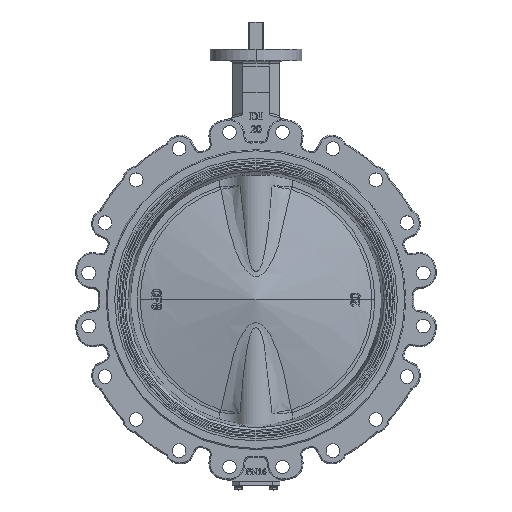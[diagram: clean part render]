
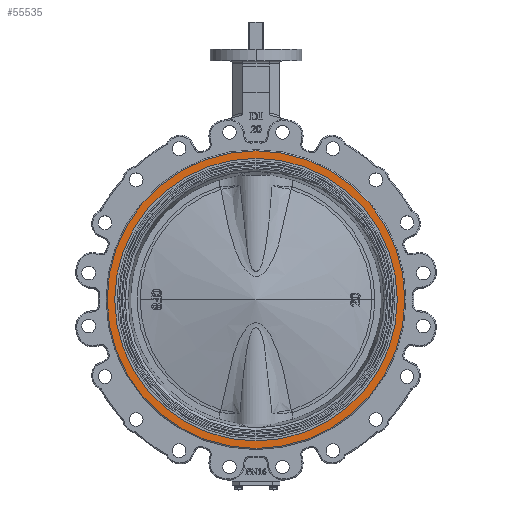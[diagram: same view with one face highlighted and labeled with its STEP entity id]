
A CAD part, top view. The second image highlights one B-rep face of the part: STEP entity #55535.
In plain terms, the highlighted planar face has unit normal (0, 0, 1).
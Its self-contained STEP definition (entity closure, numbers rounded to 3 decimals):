
#589 = VERTEX_POINT ( 'NONE', #60953 ) ;
#3836 = DIRECTION ( 'NONE',  ( 0., 0., 1. ) ) ;
#4658 = PLANE ( 'NONE',  #55526 ) ;
#11248 = CARTESIAN_POINT ( 'NONE',  ( 0., 0., 63.5 ) ) ;
#14356 = CIRCLE ( 'NONE', #38337, 267.715 ) ;
#16381 = EDGE_CURVE ( 'NONE', #40987, #59171, #22859, .T. ) ;
#18824 = CARTESIAN_POINT ( 'NONE',  ( 0., 0., 63.5 ) ) ;
#20971 = CARTESIAN_POINT ( 'NONE',  ( 0., 0., 63.5 ) ) ;
#22169 = VERTEX_POINT ( 'NONE', #55871 ) ;
#22859 = CIRCLE ( 'NONE', #45835, 285.5 ) ;
#25532 = DIRECTION ( 'NONE',  ( 0., 0., 1. ) ) ;
#25841 = DIRECTION ( 'NONE',  ( 0., 0., 1. ) ) ;
#26197 = DIRECTION ( 'NONE',  ( 1., 0., 0. ) ) ;
#30809 = DIRECTION ( 'NONE',  ( 0., 0., 1. ) ) ;
#31000 = EDGE_CURVE ( 'NONE', #59171, #40987, #57274, .T. ) ;
#31225 = EDGE_CURVE ( 'NONE', #589, #22169, #47923, .T. ) ;
#31714 = CARTESIAN_POINT ( 'NONE',  ( 0., 0., 63.5 ) ) ;
#32287 = EDGE_LOOP ( 'NONE', ( #32333, #51467 ) ) ;
#32333 = ORIENTED_EDGE ( 'NONE', *, *, #16381, .T. ) ;
#34733 = DIRECTION ( 'NONE',  ( 1., 0., 0. ) ) ;
#35052 = DIRECTION ( 'NONE',  ( 1., 0., 0. ) ) ;
#38337 = AXIS2_PLACEMENT_3D ( 'NONE', #39949, #25532, #34733 ) ;
#38358 = FACE_BOUND ( 'NONE', #56965, .T. ) ;
#39949 = CARTESIAN_POINT ( 'NONE',  ( 0., 0., 63.5 ) ) ;
#40987 = VERTEX_POINT ( 'NONE', #62834 ) ;
#41316 = ORIENTED_EDGE ( 'NONE', *, *, #31225, .F. ) ;
#44347 = DIRECTION ( 'NONE',  ( 1., 0., 0. ) ) ;
#45835 = AXIS2_PLACEMENT_3D ( 'NONE', #18824, #48612, #44347 ) ;
#47687 = EDGE_CURVE ( 'NONE', #22169, #589, #14356, .T. ) ;
#47828 = AXIS2_PLACEMENT_3D ( 'NONE', #11248, #30809, #26197 ) ;
#47923 = CIRCLE ( 'NONE', #52103, 267.715 ) ;
#48612 = DIRECTION ( 'NONE',  ( 0., 0., 1. ) ) ;
#49447 = FACE_OUTER_BOUND ( 'NONE', #32287, .T. ) ;
#50049 = ORIENTED_EDGE ( 'NONE', *, *, #47687, .F. ) ;
#50107 = CARTESIAN_POINT ( 'NONE',  ( -285.5, 0., 63.5 ) ) ;
#51467 = ORIENTED_EDGE ( 'NONE', *, *, #31000, .T. ) ;
#52103 = AXIS2_PLACEMENT_3D ( 'NONE', #31714, #3836, #53870 ) ;
#53870 = DIRECTION ( 'NONE',  ( 1., 0., 0. ) ) ;
#55526 = AXIS2_PLACEMENT_3D ( 'NONE', #20971, #25841, #35052 ) ;
#55535 = ADVANCED_FACE ( 'NONE', ( #49447, #38358 ), #4658, .T. ) ;
#55871 = CARTESIAN_POINT ( 'NONE',  ( 267.715, 0., 63.5 ) ) ;
#56965 = EDGE_LOOP ( 'NONE', ( #50049, #41316 ) ) ;
#57274 = CIRCLE ( 'NONE', #47828, 285.5 ) ;
#59171 = VERTEX_POINT ( 'NONE', #50107 ) ;
#60953 = CARTESIAN_POINT ( 'NONE',  ( -267.715, 0., 63.5 ) ) ;
#62834 = CARTESIAN_POINT ( 'NONE',  ( 285.5, 0., 63.5 ) ) ;
